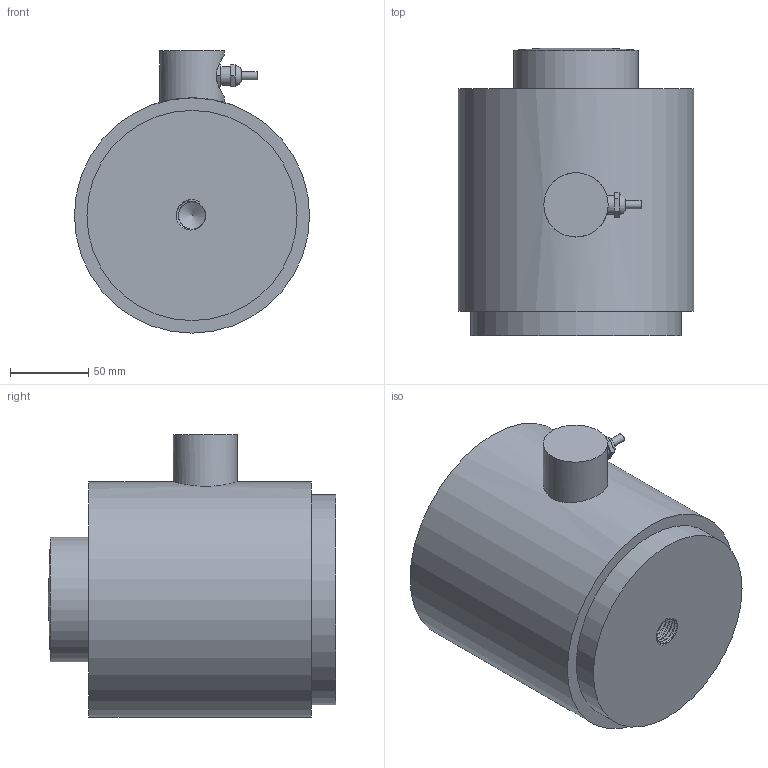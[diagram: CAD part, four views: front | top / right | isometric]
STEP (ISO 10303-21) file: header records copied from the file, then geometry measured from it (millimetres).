
FILE_DESCRIPTION(/* description */ (''),/* implementation_level */ '2;1');
FILE_NAME(/* name */ '106CS20-100t v1.step',/* time_stamp */ '2020-01-29T15:33:26-08:00',/* author */ (''),/* organization */ (''),/* preprocessor_version */ 'ST-DEVELOPER v18',/* originating_system */ 'Autodesk Translation Framework v8.12.0.6',/* authorisation */ '');
FILE_SCHEMA (('AUTOMOTIVE_DESIGN { 1 0 10303 214 3 1 1 }'));
Length unit declared in the file: inch
Products named in the file (2): 106CS20-100t; Connector
Assembly tree (1 placements, depth 2):
  106CS20-100t
    Connector
Bounding box: 150.11 x 183.46 x 180.11 mm (x, y, z)
Volume: 2892589.6 mm3; surface area: 123473.1 mm2
Topology: 2 solids, 2 shells, 65 faces, 152 edges, 100 vertices
Faces by surface type: cylinder 34, plane 25, bspline 3, cone 2, sphere 1
Full cylindrical faces by diameter (mm): 5.1 x1, 10 x1, 12 x2, 13 x1, 17.519 x10, 20.293 x10, 26.6 x1, 41 x1, 79.502 x1, 134.112 x1, 150.114 x1
Entity records: 4375 total; most frequent: CARTESIAN_POINT 2919, ORIENTED_EDGE 300, DIRECTION 256, EDGE_CURVE 150, VERTEX_POINT 100, AXIS2_PLACEMENT_3D 93, EDGE_LOOP 76, LINE 70
